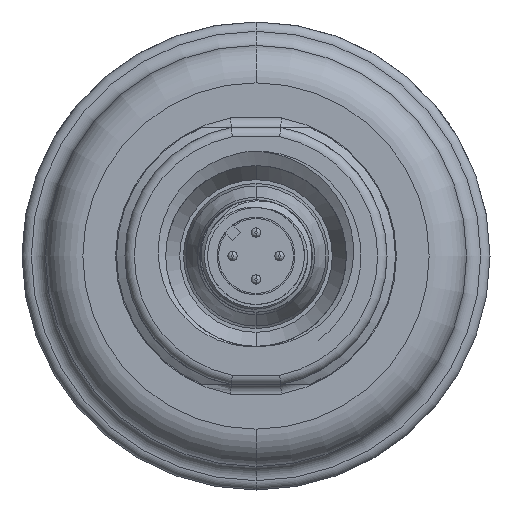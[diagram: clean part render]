
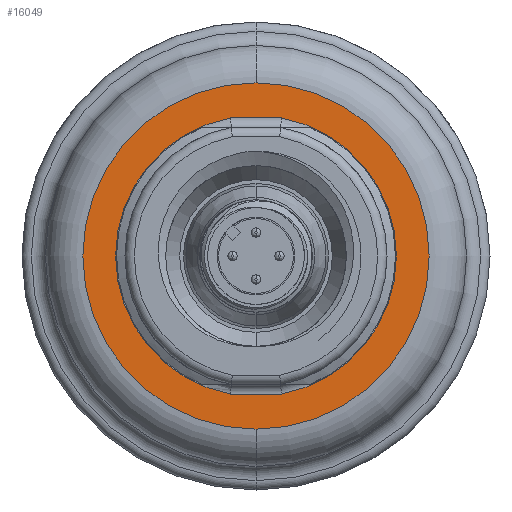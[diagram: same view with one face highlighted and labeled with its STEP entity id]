
A CAD part, front view. The second image highlights one B-rep face of the part: STEP entity #16049.
In plain terms, the highlighted planar face has unit normal (0, -1, 0).
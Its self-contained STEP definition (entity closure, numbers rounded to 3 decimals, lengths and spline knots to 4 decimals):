
#1931=CARTESIAN_POINT('',(0.,-0.1181,0.));
#1932=DIRECTION('',(0.,-1.,0.));
#1933=DIRECTION('',(0.,0.,-1.));
#1934=AXIS2_PLACEMENT_3D('',#1931,#1932,#1933);
#1936=CARTESIAN_POINT('',(0.,-0.1181,0.));
#1937=DIRECTION('',(0.,-1.,0.));
#1938=DIRECTION('',(0.,0.,1.));
#1939=AXIS2_PLACEMENT_3D('',#1936,#1937,#1938);
#1941=CARTESIAN_POINT('',(0.,-0.1181,0.));
#1942=DIRECTION('',(0.,-1.,0.));
#1943=DIRECTION('',(-0.182,0.,0.983));
#1944=AXIS2_PLACEMENT_3D('',#1941,#1942,#1943);
#1946=DIRECTION('',(1.,0.,0.));
#1947=VECTOR('',#1946,0.2147);
#1948=CARTESIAN_POINT('',(-0.1074,-0.1181,
-0.5807));
#1949=LINE('',#1948,#1947);
#1950=CARTESIAN_POINT('',(0.,-0.1181,0.));
#1951=DIRECTION('',(0.,-1.,0.));
#1952=DIRECTION('',(0.182,0.,-0.983));
#1953=AXIS2_PLACEMENT_3D('',#1950,#1951,#1952);
#1955=DIRECTION('',(-1.,0.,0.));
#1956=VECTOR('',#1955,0.2147);
#1957=CARTESIAN_POINT('',(0.1074,-0.1181,
0.5807));
#1958=LINE('',#1957,#1956);
#13880=CARTESIAN_POINT('',(-0.1074,-0.1181,
0.5807));
#13881=CARTESIAN_POINT('',(-0.1074,-0.1181,
-0.5807));
#13882=VERTEX_POINT('',#13880);
#13883=VERTEX_POINT('',#13881);
#13888=CARTESIAN_POINT('',(0.1074,-0.1181,
-0.5807));
#13889=CARTESIAN_POINT('',(0.1074,-0.1181,
0.5807));
#13890=VERTEX_POINT('',#13888);
#13891=VERTEX_POINT('',#13889);
#14240=CARTESIAN_POINT('',(0.,-0.1181,-0.7283));
#14241=CARTESIAN_POINT('',(0.,-0.1181,0.7283));
#14242=VERTEX_POINT('',#14240);
#14243=VERTEX_POINT('',#14241);
#16029=CARTESIAN_POINT('',(0.,-0.1181,0.));
#16030=DIRECTION('',(0.,-1.,0.));
#16031=DIRECTION('',(0.,0.,1.));
#16032=AXIS2_PLACEMENT_3D('',#16029,#16030,#16031);
#16033=PLANE('',#16032);
#16035=ORIENTED_EDGE('',*,*,#16034,.F.);
#16036=ORIENTED_EDGE('',*,*,#16019,.F.);
#16037=EDGE_LOOP('',(#16035,#16036));
#16038=FACE_OUTER_BOUND('',#16037,.F.);
#16040=ORIENTED_EDGE('',*,*,#16039,.T.);
#16042=ORIENTED_EDGE('',*,*,#16041,.T.);
#16044=ORIENTED_EDGE('',*,*,#16043,.T.);
#16046=ORIENTED_EDGE('',*,*,#16045,.T.);
#16047=EDGE_LOOP('',(#16040,#16042,#16044,#16046));
#16048=FACE_BOUND('',#16047,.F.);
#16049=ADVANCED_FACE('',(#16038,#16048),#16033,.T.);
#1935=CIRCLE('',#1934,0.7283);
#1940=CIRCLE('',#1939,0.7283);
#1945=CIRCLE('',#1944,0.5906);
#1954=CIRCLE('',#1953,0.5906);
#16019=EDGE_CURVE('',#14243,#14242,#1940,.T.);
#16034=EDGE_CURVE('',#14242,#14243,#1935,.T.);
#16039=EDGE_CURVE('',#13882,#13883,#1945,.T.);
#16041=EDGE_CURVE('',#13883,#13890,#1949,.T.);
#16043=EDGE_CURVE('',#13890,#13891,#1954,.T.);
#16045=EDGE_CURVE('',#13891,#13882,#1958,.T.);
